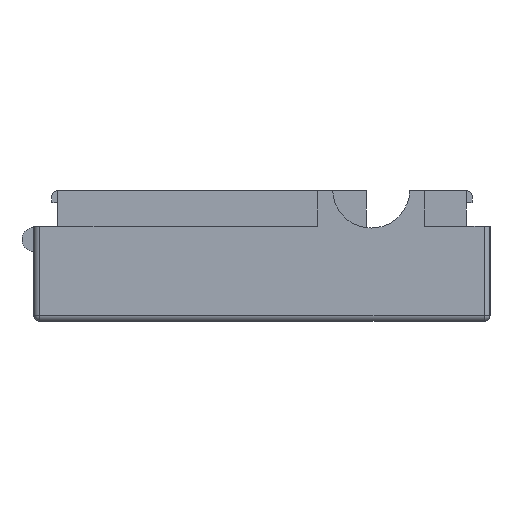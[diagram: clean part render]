
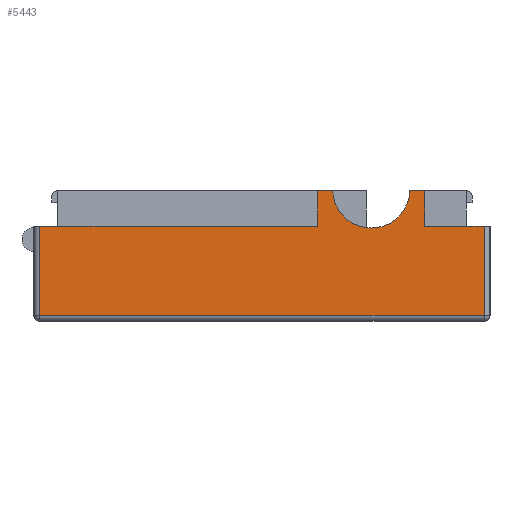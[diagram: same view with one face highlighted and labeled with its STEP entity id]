
A CAD part, left-side view. The second image highlights one B-rep face of the part: STEP entity #5443.
In plain terms, the highlighted planar face has unit normal (-1, 0, 0).
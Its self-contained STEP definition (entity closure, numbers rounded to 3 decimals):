
#1241 = VERTEX_POINT('',#1242);
#1242 = CARTESIAN_POINT('',(-30.741,2.865,
    -8.822));
#1248 = EDGE_CURVE('',#1249,#1241,#1251,.T.);
#1249 = VERTEX_POINT('',#1250);
#1250 = CARTESIAN_POINT('',(-30.741,-2.135,
    -8.822));
#1251 = LINE('',#1252,#1253);
#1252 = CARTESIAN_POINT('',(-30.741,35.765,
    -8.822));
#1253 = VECTOR('',#1254,1.);
#1254 = DIRECTION('',(0.,1.,-0.));
#1306 = VERTEX_POINT('',#1307);
#1307 = CARTESIAN_POINT('',(-30.741,4.116,
    -5.822));
#1313 = EDGE_CURVE('',#1306,#1314,#1316,.T.);
#1314 = VERTEX_POINT('',#1315);
#1315 = CARTESIAN_POINT('',(-30.741,2.865,
    -5.822));
#1316 = LINE('',#1317,#1318);
#1317 = CARTESIAN_POINT('',(-30.741,11.865,
    -5.822));
#1318 = VECTOR('',#1319,1.);
#1319 = DIRECTION('',(0.,-1.,0.));
#1752 = VERTEX_POINT('',#1753);
#1753 = CARTESIAN_POINT('',(-30.741,11.865,
    -5.822));
#1759 = EDGE_CURVE('',#1752,#1760,#1762,.T.);
#1760 = VERTEX_POINT('',#1761);
#1761 = CARTESIAN_POINT('',(-30.741,10.613,
    -5.822));
#1762 = LINE('',#1763,#1764);
#1763 = CARTESIAN_POINT('',(-30.741,11.865,
    -5.822));
#1764 = VECTOR('',#1765,1.);
#1765 = DIRECTION('',(0.,-1.,0.));
#1814 = VERTEX_POINT('',#1815);
#1815 = CARTESIAN_POINT('',(-30.741,35.265,
    -8.822));
#1822 = EDGE_CURVE('',#1823,#1814,#1825,.T.);
#1823 = VERTEX_POINT('',#1824);
#1824 = CARTESIAN_POINT('',(-30.741,11.865,
    -8.822));
#1825 = LINE('',#1826,#1827);
#1826 = CARTESIAN_POINT('',(-30.741,35.765,
    -8.822));
#1827 = VECTOR('',#1828,1.);
#1828 = DIRECTION('',(0.,1.,-0.));
#5443 = ADVANCED_FACE('',(#5444),#5491,.T.);
#5444 = FACE_BOUND('',#5445,.T.);
#5445 = EDGE_LOOP('',(#5446,#5456,#5462,#5463,#5469,#5470,#5477,#5478,
    #5484,#5485));
#5446 = ORIENTED_EDGE('',*,*,#5447,.T.);
#5447 = EDGE_CURVE('',#5448,#5450,#5452,.T.);
#5448 = VERTEX_POINT('',#5449);
#5449 = CARTESIAN_POINT('',(-30.741,35.265,
    -16.322));
#5450 = VERTEX_POINT('',#5451);
#5451 = CARTESIAN_POINT('',(-30.741,-2.135,
    -16.322));
#5452 = LINE('',#5453,#5454);
#5453 = CARTESIAN_POINT('',(-30.741,35.765,
    -16.322));
#5454 = VECTOR('',#5455,1.);
#5455 = DIRECTION('',(0.,-1.,-0.));
#5456 = ORIENTED_EDGE('',*,*,#5457,.T.);
#5457 = EDGE_CURVE('',#5450,#1249,#5458,.T.);
#5458 = LINE('',#5459,#5460);
#5459 = CARTESIAN_POINT('',(-30.741,-2.135,
    -8.822));
#5460 = VECTOR('',#5461,1.);
#5461 = DIRECTION('',(-0.,-0.,1.));
#5462 = ORIENTED_EDGE('',*,*,#1248,.T.);
#5463 = ORIENTED_EDGE('',*,*,#5464,.F.);
#5464 = EDGE_CURVE('',#1314,#1241,#5465,.T.);
#5465 = LINE('',#5466,#5467);
#5466 = CARTESIAN_POINT('',(-30.741,2.865,
    3.233));
#5467 = VECTOR('',#5468,1.);
#5468 = DIRECTION('',(-0.,-0.,-1.));
#5469 = ORIENTED_EDGE('',*,*,#1313,.F.);
#5470 = ORIENTED_EDGE('',*,*,#5471,.F.);
#5471 = EDGE_CURVE('',#1760,#1306,#5472,.T.);
#5472 = CIRCLE('',#5473,3.25);
#5473 = AXIS2_PLACEMENT_3D('',#5474,#5475,#5476);
#5474 = CARTESIAN_POINT('',(-30.741,7.365,
    -5.722));
#5475 = DIRECTION('',(-1.,0.,0.));
#5476 = DIRECTION('',(0.,-1.,0.));
#5477 = ORIENTED_EDGE('',*,*,#1759,.F.);
#5478 = ORIENTED_EDGE('',*,*,#5479,.T.);
#5479 = EDGE_CURVE('',#1752,#1823,#5480,.T.);
#5480 = LINE('',#5481,#5482);
#5481 = CARTESIAN_POINT('',(-30.741,11.865,
    3.233));
#5482 = VECTOR('',#5483,1.);
#5483 = DIRECTION('',(-0.,-0.,-1.));
#5484 = ORIENTED_EDGE('',*,*,#1822,.T.);
#5485 = ORIENTED_EDGE('',*,*,#5486,.T.);
#5486 = EDGE_CURVE('',#1814,#5448,#5487,.T.);
#5487 = LINE('',#5488,#5489);
#5488 = CARTESIAN_POINT('',(-30.741,35.265,
    -8.822));
#5489 = VECTOR('',#5490,1.);
#5490 = DIRECTION('',(0.,0.,-1.));
#5491 = PLANE('',#5492);
#5492 = AXIS2_PLACEMENT_3D('',#5493,#5494,#5495);
#5493 = CARTESIAN_POINT('',(-30.741,35.765,
    -8.822));
#5494 = DIRECTION('',(-1.,0.,0.));
#5495 = DIRECTION('',(0.,-1.,0.));
